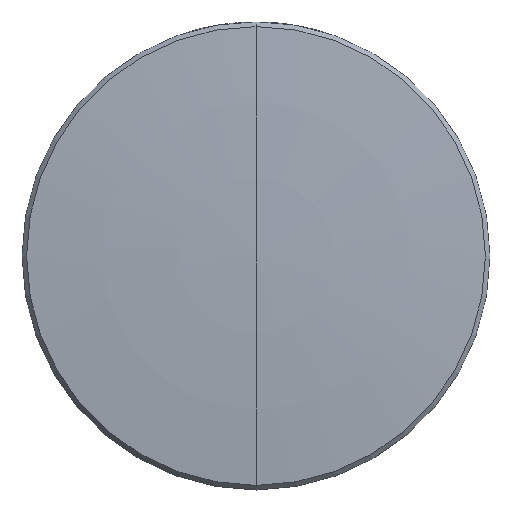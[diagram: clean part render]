
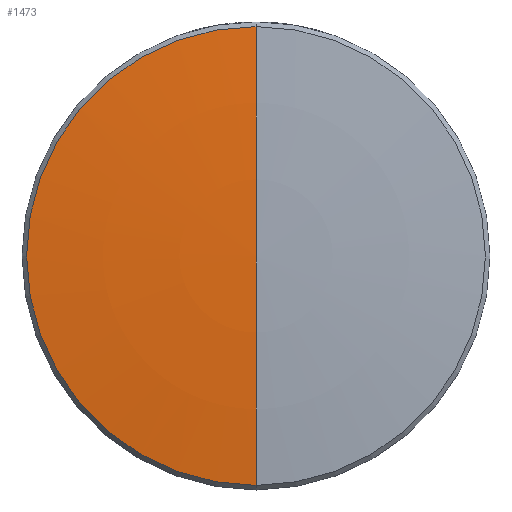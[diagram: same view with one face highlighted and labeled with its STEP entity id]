
A CAD part, top view. The second image highlights one B-rep face of the part: STEP entity #1473.
In plain terms, the highlighted toroidal (fillet/blend) face has major radius 0.048 mm and minor radius 138.02 mm.
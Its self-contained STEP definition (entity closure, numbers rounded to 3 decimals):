
#326 = ORIENTED_EDGE ( 'NONE', *, *, #690, .F. ) ;
#344 = CARTESIAN_POINT ( 'NONE',  ( 0., -12.451, 2.023 ) ) ;
#422 = CIRCLE ( 'NONE', #1456, 12.451 ) ;
#474 = EDGE_CURVE ( 'NONE', #870, #1254, #912, .T. ) ;
#618 = CARTESIAN_POINT ( 'NONE',  ( 0., 0., 2.023 ) ) ;
#668 = DIRECTION ( 'NONE',  ( 0., 0., 1. ) ) ;
#690 = EDGE_CURVE ( 'NONE', #870, #769, #1202, .T. ) ;
#769 = VERTEX_POINT ( 'NONE', #344 ) ;
#858 = DIRECTION ( 'NONE',  ( 0., 1., 0. ) ) ;
#868 = CARTESIAN_POINT ( 'NONE',  ( 0., -0.048, -135.43 ) ) ;
#870 = VERTEX_POINT ( 'NONE', #1650 ) ;
#891 = FACE_OUTER_BOUND ( 'NONE', #1171, .T. ) ;
#912 = CIRCLE ( 'NONE', #2200, 138.02 ) ;
#971 = DIRECTION ( 'NONE',  ( 1., 0., 0. ) ) ;
#1118 = EDGE_CURVE ( 'NONE', #1254, #769, #422, .T. ) ;
#1171 = EDGE_LOOP ( 'NONE', ( #326, #2616, #2201 ) ) ;
#1202 = CIRCLE ( 'NONE', #2274, 138.02 ) ;
#1254 = VERTEX_POINT ( 'NONE', #1766 ) ;
#1329 = DIRECTION ( 'NONE',  ( 0., 1., 0. ) ) ;
#1456 = AXIS2_PLACEMENT_3D ( 'NONE', #618, #2133, #858 ) ;
#1473 = ADVANCED_FACE ( 'NONE', ( #891 ), #1752, .T. ) ;
#1650 = CARTESIAN_POINT ( 'NONE',  ( 0., 0., 2.59 ) ) ;
#1752 = TOROIDAL_SURFACE ( 'NONE', #2490, -0.048, 138.02 ) ;
#1766 = CARTESIAN_POINT ( 'NONE',  ( 0., 12.451, 2.023 ) ) ;
#1804 = DIRECTION ( 'NONE',  ( 0., 1., 0. ) ) ;
#1952 = DIRECTION ( 'NONE',  ( -1., 0., 0. ) ) ;
#1963 = DIRECTION ( 'NONE',  ( 0., 0., -1. ) ) ;
#2011 = CARTESIAN_POINT ( 'NONE',  ( 0., 0.048, -135.43 ) ) ;
#2133 = DIRECTION ( 'NONE',  ( 0., 0., 1. ) ) ;
#2165 = CARTESIAN_POINT ( 'NONE',  ( 0., 0., -135.43 ) ) ;
#2200 = AXIS2_PLACEMENT_3D ( 'NONE', #868, #1952, #668 ) ;
#2201 = ORIENTED_EDGE ( 'NONE', *, *, #1118, .T. ) ;
#2274 = AXIS2_PLACEMENT_3D ( 'NONE', #2011, #971, #1804 ) ;
#2490 = AXIS2_PLACEMENT_3D ( 'NONE', #2165, #1963, #1329 ) ;
#2616 = ORIENTED_EDGE ( 'NONE', *, *, #474, .T. ) ;
